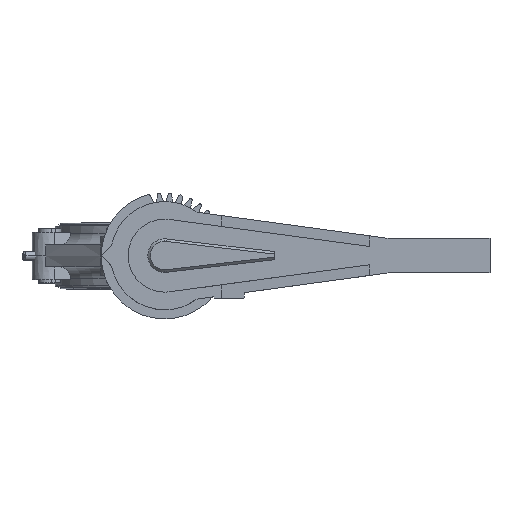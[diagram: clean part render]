
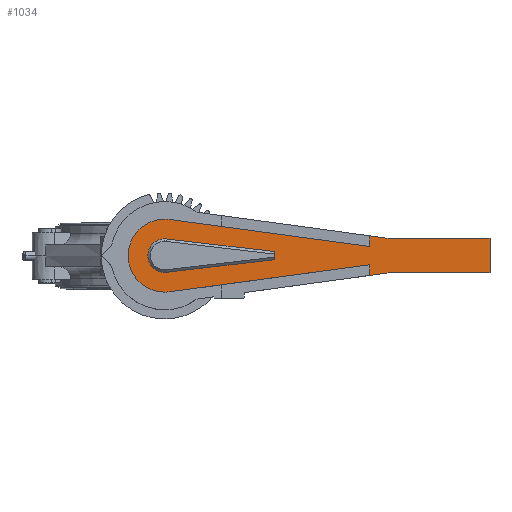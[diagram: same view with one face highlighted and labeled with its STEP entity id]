
A CAD part, top view. The second image highlights one B-rep face of the part: STEP entity #1034.
In plain terms, the highlighted planar face has unit normal (0, 0, 1).
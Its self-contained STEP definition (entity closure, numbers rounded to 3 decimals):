
#1034=ADVANCED_FACE('',(#2753,#2754),#2755,.T.);
#2753=FACE_BOUND('',#5271,.T.);
#2754=FACE_OUTER_BOUND('',#5272,.T.);
#2755=PLANE('',#5273);
#5271=EDGE_LOOP('',(#8147,#8148,#8149,#8150,#8151,#8152));
#5272=EDGE_LOOP('',(#8153,#8154,#8155,#8156,#8157,#8158,#8159,#8160,#8161,#8162,#8163,#8164));
#5273=AXIS2_PLACEMENT_3D('',#8165,#8166,#8167);
#8147=ORIENTED_EDGE('',*,*,#15038,.T.);
#8148=ORIENTED_EDGE('',*,*,#15043,.T.);
#8149=ORIENTED_EDGE('',*,*,#15262,.T.);
#8150=ORIENTED_EDGE('',*,*,#15253,.T.);
#8151=ORIENTED_EDGE('',*,*,#15248,.T.);
#8152=ORIENTED_EDGE('',*,*,#15260,.T.);
#8153=ORIENTED_EDGE('',*,*,#15264,.T.);
#8154=ORIENTED_EDGE('',*,*,#15265,.T.);
#8155=ORIENTED_EDGE('',*,*,#15266,.T.);
#8156=ORIENTED_EDGE('',*,*,#15267,.T.);
#8157=ORIENTED_EDGE('',*,*,#15268,.T.);
#8158=ORIENTED_EDGE('',*,*,#15269,.T.);
#8159=ORIENTED_EDGE('',*,*,#15270,.T.);
#8160=ORIENTED_EDGE('',*,*,#15271,.T.);
#8161=ORIENTED_EDGE('',*,*,#15025,.T.);
#8162=ORIENTED_EDGE('',*,*,#15021,.T.);
#8163=ORIENTED_EDGE('',*,*,#15272,.T.);
#8164=ORIENTED_EDGE('',*,*,#15273,.T.);
#8165=CARTESIAN_POINT('',(0.0,0.0,281.0));
#8166=DIRECTION('',(0.0,0.0,1.0));
#8167=DIRECTION('',(0.0,-1.0,0.0));
#15021=EDGE_CURVE('',#17935,#17940,#17942,.T.);
#15025=EDGE_CURVE('',#17945,#17935,#17948,.T.);
#15038=EDGE_CURVE('',#17971,#17969,#17972,.T.);
#15043=EDGE_CURVE('',#17969,#17977,#17980,.T.);
#15248=EDGE_CURVE('',#18289,#18290,#18291,.T.);
#15253=EDGE_CURVE('',#18298,#18289,#18299,.T.);
#15260=EDGE_CURVE('',#18290,#17971,#18307,.T.);
#15262=EDGE_CURVE('',#17977,#18298,#18309,.T.);
#15264=EDGE_CURVE('',#18311,#18312,#18313,.T.);
#15265=EDGE_CURVE('',#18312,#18314,#18315,.T.);
#15266=EDGE_CURVE('',#18314,#18316,#18317,.T.);
#15267=EDGE_CURVE('',#18316,#18318,#18319,.T.);
#15268=EDGE_CURVE('',#18318,#18320,#18321,.T.);
#15269=EDGE_CURVE('',#18320,#18322,#18323,.T.);
#15270=EDGE_CURVE('',#18322,#18324,#18325,.T.);
#15271=EDGE_CURVE('',#18324,#17945,#18326,.T.);
#15272=EDGE_CURVE('',#17940,#18327,#18328,.T.);
#15273=EDGE_CURVE('',#18327,#18311,#18329,.T.);
#17935=VERTEX_POINT('',#22224);
#17940=VERTEX_POINT('',#22230);
#17942=CIRCLE('',#22233,43.229);
#17945=VERTEX_POINT('',#22236);
#17948=CIRCLE('',#22240,43.229);
#17969=VERTEX_POINT('',#22265);
#17971=VERTEX_POINT('',#22268);
#17972=CIRCLE('',#22269,19.85);
#17977=VERTEX_POINT('',#22275);
#17980=CIRCLE('',#22279,19.85);
#18289=VERTEX_POINT('',#22710);
#18290=VERTEX_POINT('',#22711);
#18291=LINE('',#22712,#22713);
#18298=VERTEX_POINT('',#22723);
#18299=LINE('',#22724,#22725);
#18307=LINE('',#22736,#22737);
#18309=CIRCLE('',#22739,19.85);
#18311=VERTEX_POINT('',#22741);
#18312=VERTEX_POINT('',#22742);
#18313=LINE('',#22743,#22744);
#18314=VERTEX_POINT('',#22745);
#18315=LINE('',#22746,#22747);
#18316=VERTEX_POINT('',#22748);
#18317=LINE('',#22749,#22750);
#18318=VERTEX_POINT('',#22751);
#18319=LINE('',#22752,#22753);
#18320=VERTEX_POINT('',#22754);
#18321=LINE('',#22755,#22756);
#18322=VERTEX_POINT('',#22757);
#18323=LINE('',#22758,#22759);
#18324=VERTEX_POINT('',#22760);
#18325=LINE('',#22761,#22762);
#18326=CIRCLE('',#22763,43.229);
#18327=VERTEX_POINT('',#22764);
#18328=LINE('',#22765,#22766);
#18329=LINE('',#22767,#22768);
#22224=CARTESIAN_POINT('',(0.,-43.229,281.0));
#22230=CARTESIAN_POINT('',(5.791,-42.839,281.0));
#22233=AXIS2_PLACEMENT_3D('',#29078,#29079,#29080);
#22236=CARTESIAN_POINT('',(0.,43.229,281.0));
#22240=AXIS2_PLACEMENT_3D('',#29085,#29086,#29087);
#22265=CARTESIAN_POINT('',(0.,-19.85,281.0));
#22268=CARTESIAN_POINT('',(2.295,-19.717,281.0));
#22269=AXIS2_PLACEMENT_3D('',#29105,#29106,#29107);
#22275=CARTESIAN_POINT('',(0.,19.85,281.0));
#22279=AXIS2_PLACEMENT_3D('',#29113,#29114,#29115);
#22710=CARTESIAN_POINT('',(130.0,4.85,281.0));
#22711=CARTESIAN_POINT('',(130.0,-4.85,281.0));
#22712=CARTESIAN_POINT('',(130.0,-2.425,281.0));
#22713=VECTOR('',#29331,1.0);
#22723=CARTESIAN_POINT('',(2.295,19.717,281.0));
#22724=CARTESIAN_POINT('',(66.148,12.283,281.0));
#22725=VECTOR('',#29335,1.0);
#22736=CARTESIAN_POINT('',(2.295,-19.717,281.0));
#22737=VECTOR('',#29342,1.0);
#22739=AXIS2_PLACEMENT_3D('',#29343,#29344,#29345);
#22741=CARTESIAN_POINT('',(242.69,-23.493,281.0));
#22742=CARTESIAN_POINT('',(264.63,-20.499,281.0));
#22743=CARTESIAN_POINT('',(242.69,-23.493,281.0));
#22744=VECTOR('',#29346,22.143);
#22745=CARTESIAN_POINT('',(385.405,-20.499,281.0));
#22746=CARTESIAN_POINT('',(264.63,-20.499,281.0));
#22747=VECTOR('',#29347,120.775);
#22748=CARTESIAN_POINT('',(385.405,20.499,281.0));
#22749=CARTESIAN_POINT('',(385.405,-20.499,281.0));
#22750=VECTOR('',#29348,40.997);
#22751=CARTESIAN_POINT('',(264.63,20.499,281.0));
#22752=CARTESIAN_POINT('',(385.405,20.499,281.0));
#22753=VECTOR('',#29349,120.775);
#22754=CARTESIAN_POINT('',(242.69,23.493,281.0));
#22755=CARTESIAN_POINT('',(264.63,20.499,281.0));
#22756=VECTOR('',#29350,22.143);
#22757=CARTESIAN_POINT('',(242.69,10.814,281.0));
#22758=CARTESIAN_POINT('',(242.69,23.493,281.0));
#22759=VECTOR('',#29351,12.679);
#22760=CARTESIAN_POINT('',(5.791,42.839,281.0));
#22761=CARTESIAN_POINT('',(242.69,10.814,281.0));
#22762=VECTOR('',#29352,239.054);
#22763=AXIS2_PLACEMENT_3D('',#29353,#29354,#29355);
#22764=CARTESIAN_POINT('',(242.69,-10.814,281.0));
#22765=CARTESIAN_POINT('',(5.791,-42.839,281.0));
#22766=VECTOR('',#29356,239.054);
#22767=CARTESIAN_POINT('',(242.69,-10.814,281.0));
#22768=VECTOR('',#29357,12.679);
#29078=CARTESIAN_POINT('',(0.0,0.0,281.0));
#29079=DIRECTION('',(0.0,-0.0,1.0));
#29080=DIRECTION('',(0.134,0.991,0.0));
#29085=CARTESIAN_POINT('',(0.0,0.0,281.0));
#29086=DIRECTION('',(0.0,-0.0,1.0));
#29087=DIRECTION('',(0.134,0.991,0.0));
#29105=CARTESIAN_POINT('',(0.0,0.0,281.0));
#29106=DIRECTION('',(0.0,0.0,-1.0));
#29107=DIRECTION('',(0.0,1.0,0.0));
#29113=CARTESIAN_POINT('',(0.0,0.0,281.0));
#29114=DIRECTION('',(0.0,0.0,-1.0));
#29115=DIRECTION('',(0.0,1.0,0.0));
#29331=DIRECTION('',(0.0,-1.0,0.0));
#29335=DIRECTION('',(0.993,-0.116,0.0));
#29342=DIRECTION('',(-0.993,-0.116,0.0));
#29343=CARTESIAN_POINT('',(0.0,0.0,281.0));
#29344=DIRECTION('',(0.0,0.0,-1.0));
#29345=DIRECTION('',(0.0,1.0,0.0));
#29346=DIRECTION('',(0.991,0.135,0.0));
#29347=DIRECTION('',(1.0,0.0,0.0));
#29348=DIRECTION('',(0.0,1.0,0.0));
#29349=DIRECTION('',(-1.0,0.0,0.0));
#29350=DIRECTION('',(-0.991,0.135,0.0));
#29351=DIRECTION('',(0.0,-1.0,0.0));
#29352=DIRECTION('',(-0.991,0.134,0.0));
#29353=CARTESIAN_POINT('',(0.0,0.0,281.0));
#29354=DIRECTION('',(0.0,-0.0,1.0));
#29355=DIRECTION('',(0.134,0.991,0.0));
#29356=DIRECTION('',(0.991,0.134,0.0));
#29357=DIRECTION('',(0.,-1.0,0.0));
